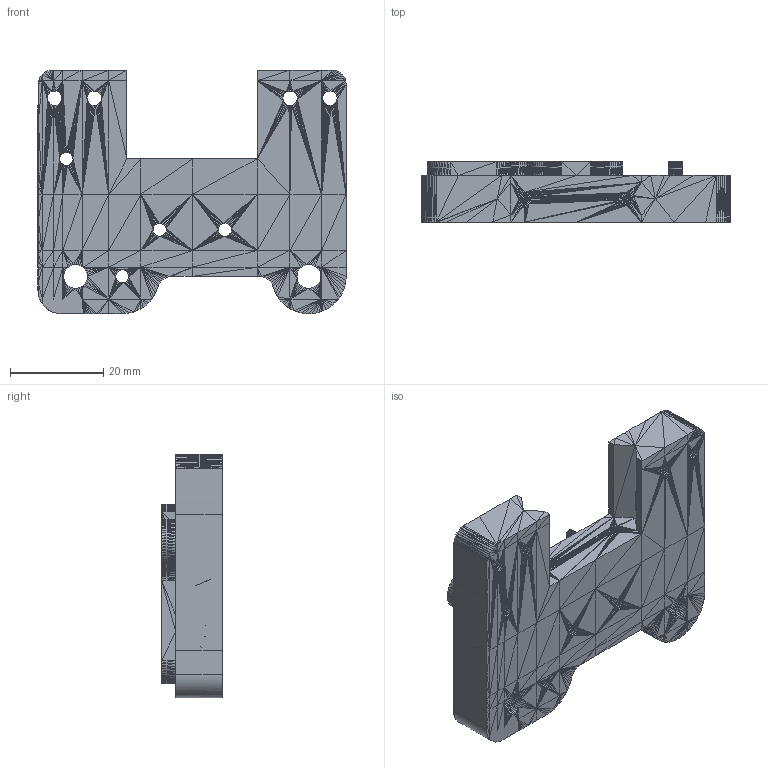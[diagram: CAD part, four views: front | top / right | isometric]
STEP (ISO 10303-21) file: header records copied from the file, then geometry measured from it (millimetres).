
FILE_DESCRIPTION(/* description */ (''),/* implementation_level */ '2;1');
FILE_NAME(/* name */ 'Plaque cariage Teknik v1.step',/* time_stamp */ '2020-04-01T14:54:14+02:00',/* author */ (''),/* organization */ (''),/* preprocessor_version */ 'ST-DEVELOPER v18',/* originating_system */ 'Autodesk Translation Framework v8.12.0.6',/* authorisation */ '');
FILE_SCHEMA (('AUTOMOTIVE_DESIGN { 1 0 10303 214 3 1 1 }'));
Products named in the file (1): Plaque cariage Teknik
Bounding box: 66.1 x 13 x 52.2 mm (x, y, z)
Volume: 25921.2 mm3; surface area: 10492 mm2
Topology: 1 solids, 5 shells, 4748 faces, 7196 edges, 2434 vertices
Faces by surface type: plane 4744, cylinder 4
Entity records: 93569 total; most frequent: DIRECTION 16742, ORIENTED_EDGE 14454, CARTESIAN_POINT 14441, EDGE_CURVE 7227, LINE 7210, VECTOR 7210, AXIS2_PLACEMENT_3D 4766, FACE_OUTER_BOUND 4748
